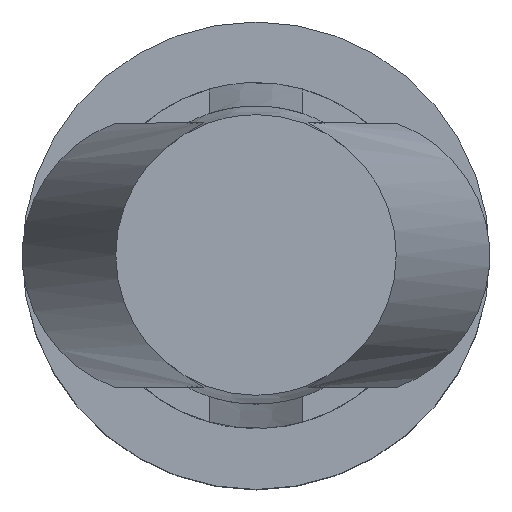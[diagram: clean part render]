
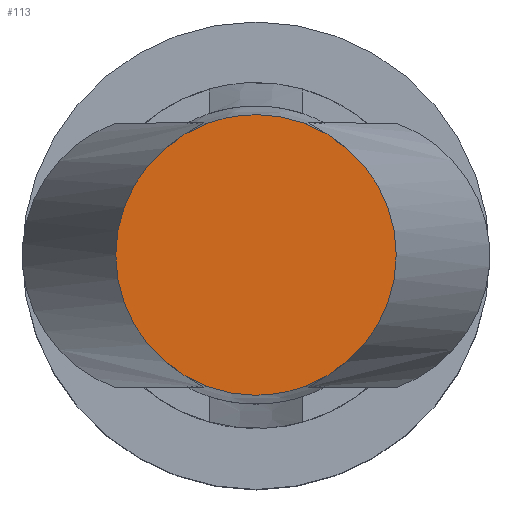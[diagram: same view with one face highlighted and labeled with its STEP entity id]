
A CAD part, top view. The second image highlights one B-rep face of the part: STEP entity #113.
In plain terms, the highlighted planar face has unit normal (0, 0, 1).
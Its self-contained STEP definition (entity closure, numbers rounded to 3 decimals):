
#113 = ADVANCED_FACE( '', ( #252 ), #253, .T. );
#252 = FACE_OUTER_BOUND( '', #441, .T. );
#253 = PLANE( '', #442 );
#441 = EDGE_LOOP( '', ( #804, #805, #806, #807, #808, #809, #810, #811 ) );
#442 = AXIS2_PLACEMENT_3D( '', #812, #813, #814 );
#804 = ORIENTED_EDGE( '', *, *, #1148, .F. );
#805 = ORIENTED_EDGE( '', *, *, #1149, .T. );
#806 = ORIENTED_EDGE( '', *, *, #1150, .F. );
#807 = ORIENTED_EDGE( '', *, *, #1151, .F. );
#808 = ORIENTED_EDGE( '', *, *, #1054, .F. );
#809 = ORIENTED_EDGE( '', *, *, #1053, .T. );
#810 = ORIENTED_EDGE( '', *, *, #1052, .F. );
#811 = ORIENTED_EDGE( '', *, *, #1101, .T. );
#812 = CARTESIAN_POINT( '', ( 0., 0., 6.4 ) );
#813 = DIRECTION( '', ( 0., 0., 1. ) );
#814 = DIRECTION( '', ( 1., 0., 0. ) );
#1052 = EDGE_CURVE( '', #1234, #1236, #1237, .T. );
#1053 = EDGE_CURVE( '', #1238, #1236, #1239, .T. );
#1054 = EDGE_CURVE( '', #1238, #1240, #1241, .T. );
#1101 = EDGE_CURVE( '', #1234, #1321, #1323, .F. );
#1148 = EDGE_CURVE( '', #1392, #1321, #1393, .T. );
#1149 = EDGE_CURVE( '', #1392, #1394, #1395, .T. );
#1150 = EDGE_CURVE( '', #1396, #1394, #1397, .T. );
#1151 = EDGE_CURVE( '', #1240, #1396, #1398, .T. );
#1234 = VERTEX_POINT( '', #1500 );
#1236 = VERTEX_POINT( '', #1508 );
#1237 = CIRCLE( '', #1509, 1.5 );
#1238 = VERTEX_POINT( '', #1510 );
#1239 = B_SPLINE_CURVE_WITH_KNOTS( '', 2, ( #1511, #1512, #1513, #1514, #1515 ), .UNSPECIFIED., .F., .F., ( 3, 2, 3 ), ( 0., 0.5, 1. ), .UNSPECIFIED. );
#1240 = VERTEX_POINT( '', #1516 );
#1241 = CIRCLE( '', #1517, 1.5 );
#1321 = VERTEX_POINT( '', #1646 );
#1323 = CIRCLE( '', #1654, 1.5 );
#1392 = VERTEX_POINT( '', #1770 );
#1393 = CIRCLE( '', #1771, 1.5 );
#1394 = VERTEX_POINT( '', #1772 );
#1395 = B_SPLINE_CURVE_WITH_KNOTS( '', 2, ( #1773, #1774, #1775, #1776, #1777 ), .UNSPECIFIED., .F., .F., ( 3, 2, 3 ), ( 0., 0.5, 1. ), .UNSPECIFIED. );
#1396 = VERTEX_POINT( '', #1778 );
#1397 = CIRCLE( '', #1779, 1.5 );
#1398 = CIRCLE( '', #1780, 1.5 );
#1500 = CARTESIAN_POINT( '', ( -0.525, 1.405, 6.4 ) );
#1508 = CARTESIAN_POINT( '', ( -0.5, 1.414, 6.4 ) );
#1509 = AXIS2_PLACEMENT_3D( '', #1893, #1894, #1895 );
#1510 = CARTESIAN_POINT( '', ( 0.5, 1.414, 6.4 ) );
#1511 = CARTESIAN_POINT( '', ( 0.5, 1.414, 6.4 ) );
#1512 = CARTESIAN_POINT( '', ( 0.258, 1.5, 6.4 ) );
#1513 = CARTESIAN_POINT( '', ( 0., 1.5, 6.4 ) );
#1514 = CARTESIAN_POINT( '', ( -0.257, 1.5, 6.4 ) );
#1515 = CARTESIAN_POINT( '', ( -0.5, 1.414, 6.4 ) );
#1516 = CARTESIAN_POINT( '', ( 0.525, 1.405, 6.4 ) );
#1517 = AXIS2_PLACEMENT_3D( '', #1896, #1897, #1898 );
#1646 = CARTESIAN_POINT( '', ( -0.525, -1.405, 6.4 ) );
#1654 = AXIS2_PLACEMENT_3D( '', #1949, #1950, #1951 );
#1770 = CARTESIAN_POINT( '', ( -0.5, -1.414, 6.4 ) );
#1771 = AXIS2_PLACEMENT_3D( '', #2008, #2009, #2010 );
#1772 = CARTESIAN_POINT( '', ( 0.5, -1.414, 6.4 ) );
#1773 = CARTESIAN_POINT( '', ( -0.5, -1.414, 6.4 ) );
#1774 = CARTESIAN_POINT( '', ( -0.258, -1.5, 6.4 ) );
#1775 = CARTESIAN_POINT( '', ( 0., -1.5, 6.4 ) );
#1776 = CARTESIAN_POINT( '', ( 0.257, -1.5, 6.4 ) );
#1777 = CARTESIAN_POINT( '', ( 0.5, -1.414, 6.4 ) );
#1778 = CARTESIAN_POINT( '', ( 0.525, -1.405, 6.4 ) );
#1779 = AXIS2_PLACEMENT_3D( '', #2011, #2012, #2013 );
#1780 = AXIS2_PLACEMENT_3D( '', #2014, #2015, #2016 );
#1893 = CARTESIAN_POINT( '', ( 0., 0., 6.4 ) );
#1894 = DIRECTION( '', ( 0., 0., -1. ) );
#1895 = DIRECTION( '', ( 0., 1., 0. ) );
#1896 = CARTESIAN_POINT( '', ( 0., 0., 6.4 ) );
#1897 = DIRECTION( '', ( 0., 0., -1. ) );
#1898 = DIRECTION( '', ( 0., 1., 0. ) );
#1949 = CARTESIAN_POINT( '', ( 0., 0., 6.4 ) );
#1950 = DIRECTION( '', ( 0., 0., -1. ) );
#1951 = DIRECTION( '', ( 1., 0., 0. ) );
#2008 = CARTESIAN_POINT( '', ( 0., 0., 6.4 ) );
#2009 = DIRECTION( '', ( 0., 0., -1. ) );
#2010 = DIRECTION( '', ( 0., 1., 0. ) );
#2011 = CARTESIAN_POINT( '', ( 0., 0., 6.4 ) );
#2012 = DIRECTION( '', ( 0., 0., -1. ) );
#2013 = DIRECTION( '', ( 0., 1., 0. ) );
#2014 = CARTESIAN_POINT( '', ( 0., 0., 6.4 ) );
#2015 = DIRECTION( '', ( 0., 0., -1. ) );
#2016 = DIRECTION( '', ( 0., 1., 0. ) );
